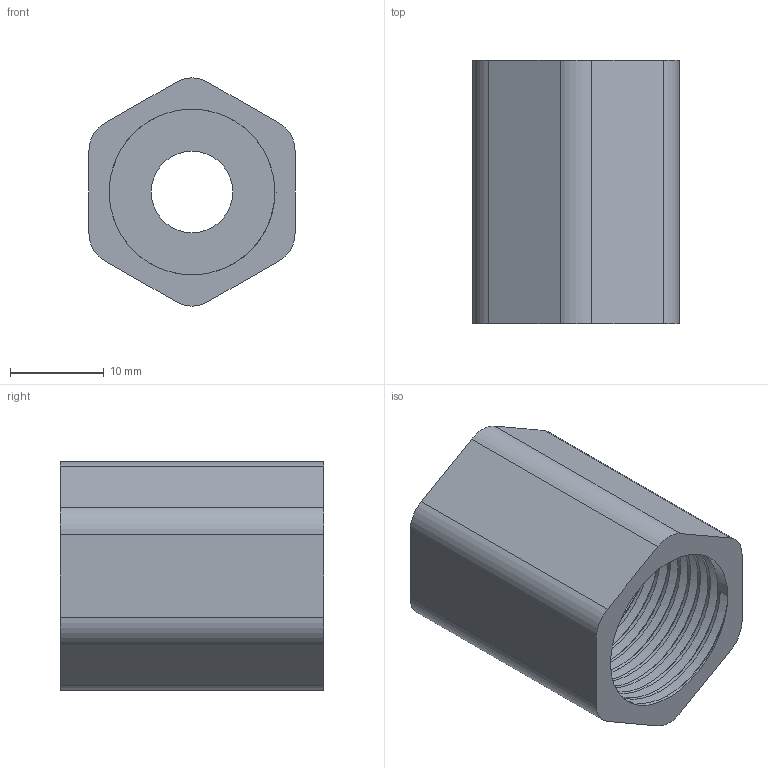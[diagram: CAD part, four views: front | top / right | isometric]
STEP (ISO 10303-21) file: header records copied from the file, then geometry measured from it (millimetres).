
FILE_DESCRIPTION (( 'STEP AP214' ), '1' );
FILE_NAME ('tuerca_capuchon_v2_2020.STEP', '2025-05-26T18:59:17', ( '' ), ( '' ), 'SwSTEP 2.0', 'SolidWorks 2020', '' );
FILE_SCHEMA (( 'AUTOMOTIVE_DESIGN' ));
Length unit declared in the file: millimetre
Products named in the file (1): tuerca_capuchon_v2_2020
Bounding box: 22 x 28.1 x 24.35 mm (x, y, z)
Volume: 5084.7 mm3; surface area: 4972.8 mm2
Topology: 1 solids, 1 shells, 50 faces, 139 edges, 92 vertices
Faces by surface type: cylinder 36, plane 11, bspline 3
Entity records: 3475 total; most frequent: CARTESIAN_POINT 2320, ORIENTED_EDGE 278, DIRECTION 197, EDGE_CURVE 139, VERTEX_POINT 92, AXIS2_PLACEMENT_3D 71, VECTOR 55, LINE 55
